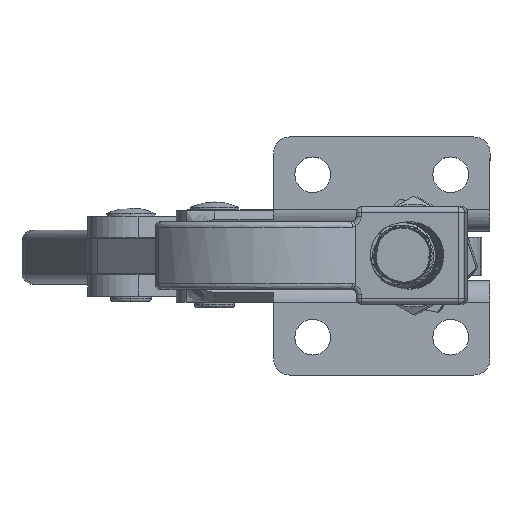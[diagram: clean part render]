
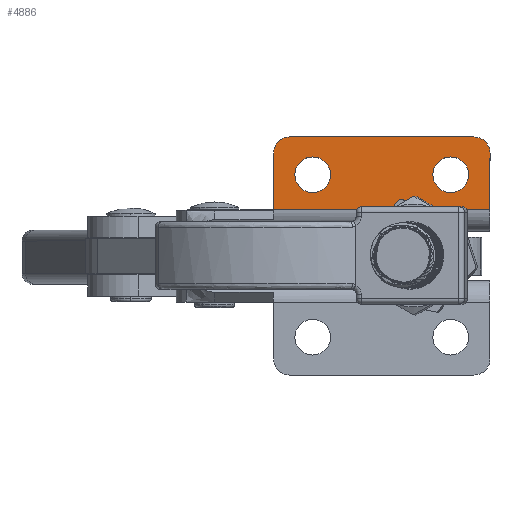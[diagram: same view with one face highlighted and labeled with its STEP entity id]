
A CAD part, top view. The second image highlights one B-rep face of the part: STEP entity #4886.
In plain terms, the highlighted face is planar.
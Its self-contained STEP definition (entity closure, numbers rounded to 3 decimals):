
#234 = DIRECTION ( 'NONE',  ( 0., 1., 0. ) ) ;
#365 = ORIENTED_EDGE ( 'NONE', *, *, #17366, .T. ) ;
#399 = DIRECTION ( 'NONE',  ( 0., 0., 1. ) ) ;
#944 = VERTEX_POINT ( 'NONE', #42354 ) ;
#1164 = DIRECTION ( 'NONE',  ( 0., 0., 1. ) ) ;
#1882 = CARTESIAN_POINT ( 'NONE',  ( 18.115, -4., 7.4 ) ) ;
#2138 = CARTESIAN_POINT ( 'NONE',  ( 13.865, -4., 14.4 ) ) ;
#2281 = EDGE_LOOP ( 'NONE', ( #43074, #37527, #6184, #20375, #39129, #16099 ) ) ;
#2638 = EDGE_CURVE ( 'NONE', #7035, #33051, #22320, .T. ) ;
#2692 = DIRECTION ( 'NONE',  ( 0., 0., 1. ) ) ;
#4886 = ADVANCED_FACE ( 'NONE', ( #37817, #16883, #8867 ), #28670, .F. ) ;
#5878 = AXIS2_PLACEMENT_3D ( 'NONE', #30680, #13633, #30529 ) ;
#5992 = VECTOR ( 'NONE', #28222, 1000. ) ;
#6062 = ORIENTED_EDGE ( 'NONE', *, *, #6564, .T. ) ;
#6184 = ORIENTED_EDGE ( 'NONE', *, *, #35212, .F. ) ;
#6564 = EDGE_CURVE ( 'NONE', #32523, #18703, #7181, .T. ) ;
#6752 = CARTESIAN_POINT ( 'NONE',  ( 50.865, -4., 1. ) ) ;
#7035 = VERTEX_POINT ( 'NONE', #16480 ) ;
#7036 = VERTEX_POINT ( 'NONE', #17068 ) ;
#7181 = CIRCLE ( 'NONE', #40653, 3.3 ) ;
#7185 = VERTEX_POINT ( 'NONE', #17124 ) ;
#8296 = DIRECTION ( 'NONE',  ( 0., 1., 0. ) ) ;
#8867 = FACE_OUTER_BOUND ( 'NONE', #2281, .T. ) ;
#11485 = CARTESIAN_POINT ( 'NONE',  ( 0., -4., -7.135 ) ) ;
#12047 = DIRECTION ( 'NONE',  ( 0., 1., 0. ) ) ;
#12901 = VECTOR ( 'NONE', #36264, 1000. ) ;
#13633 = DIRECTION ( 'NONE',  ( 0., 1., 0. ) ) ;
#14176 = CARTESIAN_POINT ( 'NONE',  ( 10.865, -4., 0. ) ) ;
#16099 = ORIENTED_EDGE ( 'NONE', *, *, #41281, .F. ) ;
#16480 = CARTESIAN_POINT ( 'NONE',  ( 18.115, -4., 10.7 ) ) ;
#16883 = FACE_BOUND ( 'NONE', #27699, .T. ) ;
#16954 = AXIS2_PLACEMENT_3D ( 'NONE', #17307, #234, #20443 ) ;
#17068 = CARTESIAN_POINT ( 'NONE',  ( 10.865, -4., 11.4 ) ) ;
#17124 = CARTESIAN_POINT ( 'NONE',  ( 13.865, -4., 14.4 ) ) ;
#17307 = CARTESIAN_POINT ( 'NONE',  ( 47.865, -4., 11.4 ) ) ;
#17366 = EDGE_CURVE ( 'NONE', #33051, #7035, #27087, .T. ) ;
#17929 = CARTESIAN_POINT ( 'NONE',  ( 50.865, -4., 11.4 ) ) ;
#18516 = DIRECTION ( 'NONE',  ( 0., 0., 1. ) ) ;
#18550 = EDGE_LOOP ( 'NONE', ( #19620, #365 ) ) ;
#18703 = VERTEX_POINT ( 'NONE', #20067 ) ;
#19620 = ORIENTED_EDGE ( 'NONE', *, *, #2638, .T. ) ;
#20067 = CARTESIAN_POINT ( 'NONE',  ( 43.615, -4., 10.7 ) ) ;
#20158 = VECTOR ( 'NONE', #31688, 1000. ) ;
#20375 = ORIENTED_EDGE ( 'NONE', *, *, #28178, .F. ) ;
#20443 = DIRECTION ( 'NONE',  ( 0., 0., 1. ) ) ;
#21157 = VERTEX_POINT ( 'NONE', #24590 ) ;
#21442 = CARTESIAN_POINT ( 'NONE',  ( 18.115, -4., 4.1 ) ) ;
#22320 = CIRCLE ( 'NONE', #28997, 3.3 ) ;
#22656 = CIRCLE ( 'NONE', #41170, 3. ) ;
#23013 = CIRCLE ( 'NONE', #5878, 3.3 ) ;
#23032 = CARTESIAN_POINT ( 'NONE',  ( 50.865, -4., 11.4 ) ) ;
#23238 = ORIENTED_EDGE ( 'NONE', *, *, #40745, .T. ) ;
#24590 = CARTESIAN_POINT ( 'NONE',  ( 47.865, -4., 14.4 ) ) ;
#24689 = EDGE_CURVE ( 'NONE', #7185, #21157, #40248, .T. ) ;
#24928 = CARTESIAN_POINT ( 'NONE',  ( 0., -4., 1. ) ) ;
#24938 = LINE ( 'NONE', #17929, #20158 ) ;
#25577 = CARTESIAN_POINT ( 'NONE',  ( 43.615, -4., 4.1 ) ) ;
#25664 = EDGE_CURVE ( 'NONE', #944, #34219, #34380, .T. ) ;
#27087 = CIRCLE ( 'NONE', #29591, 3.3 ) ;
#27626 = VERTEX_POINT ( 'NONE', #23032 ) ;
#27699 = EDGE_LOOP ( 'NONE', ( #23238, #6062 ) ) ;
#28178 = EDGE_CURVE ( 'NONE', #21157, #27626, #43959, .T. ) ;
#28222 = DIRECTION ( 'NONE',  ( 1., 0., 0. ) ) ;
#28537 = VECTOR ( 'NONE', #399, 1000. ) ;
#28670 = PLANE ( 'NONE',  #29387 ) ;
#28997 = AXIS2_PLACEMENT_3D ( 'NONE', #1882, #12047, #18516 ) ;
#29387 = AXIS2_PLACEMENT_3D ( 'NONE', #11485, #35879, #1164 ) ;
#29591 = AXIS2_PLACEMENT_3D ( 'NONE', #33728, #40807, #34328 ) ;
#30529 = DIRECTION ( 'NONE',  ( 0., 0., 1. ) ) ;
#30680 = CARTESIAN_POINT ( 'NONE',  ( 43.615, -4., 7.4 ) ) ;
#31688 = DIRECTION ( 'NONE',  ( 0., 0., -1. ) ) ;
#32523 = VERTEX_POINT ( 'NONE', #25577 ) ;
#33051 = VERTEX_POINT ( 'NONE', #21442 ) ;
#33641 = CARTESIAN_POINT ( 'NONE',  ( 13.865, -4., 11.4 ) ) ;
#33728 = CARTESIAN_POINT ( 'NONE',  ( 18.115, -4., 7.4 ) ) ;
#34219 = VERTEX_POINT ( 'NONE', #6752 ) ;
#34328 = DIRECTION ( 'NONE',  ( 0., 0., 1. ) ) ;
#34380 = LINE ( 'NONE', #24928, #5992 ) ;
#35212 = EDGE_CURVE ( 'NONE', #27626, #34219, #24938, .T. ) ;
#35676 = DIRECTION ( 'NONE',  ( 0., 0., 1. ) ) ;
#35879 = DIRECTION ( 'NONE',  ( 0., 1., 0. ) ) ;
#36264 = DIRECTION ( 'NONE',  ( 1., 0., 0. ) ) ;
#37527 = ORIENTED_EDGE ( 'NONE', *, *, #25664, .T. ) ;
#37817 = FACE_BOUND ( 'NONE', #18550, .T. ) ;
#39129 = ORIENTED_EDGE ( 'NONE', *, *, #24689, .F. ) ;
#39835 = LINE ( 'NONE', #14176, #28537 ) ;
#39973 = DIRECTION ( 'NONE',  ( 0., 1., 0. ) ) ;
#40248 = LINE ( 'NONE', #2138, #12901 ) ;
#40653 = AXIS2_PLACEMENT_3D ( 'NONE', #42445, #8296, #35676 ) ;
#40745 = EDGE_CURVE ( 'NONE', #18703, #32523, #23013, .T. ) ;
#40807 = DIRECTION ( 'NONE',  ( 0., 1., 0. ) ) ;
#41170 = AXIS2_PLACEMENT_3D ( 'NONE', #33641, #39973, #2692 ) ;
#41281 = EDGE_CURVE ( 'NONE', #7036, #7185, #22656, .T. ) ;
#41550 = EDGE_CURVE ( 'NONE', #944, #7036, #39835, .T. ) ;
#42354 = CARTESIAN_POINT ( 'NONE',  ( 10.865, -4., 1. ) ) ;
#42445 = CARTESIAN_POINT ( 'NONE',  ( 43.615, -4., 7.4 ) ) ;
#43074 = ORIENTED_EDGE ( 'NONE', *, *, #41550, .F. ) ;
#43959 = CIRCLE ( 'NONE', #16954, 3. ) ;
